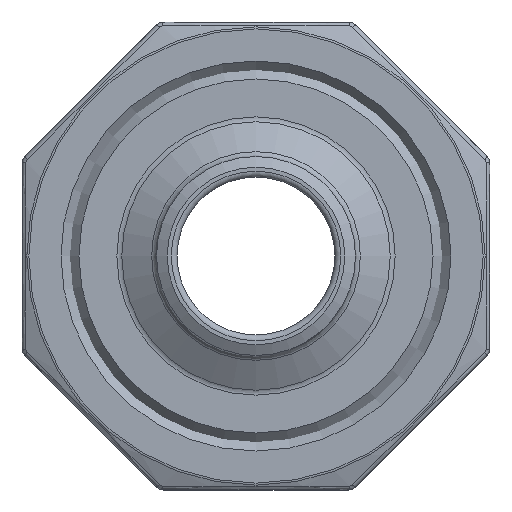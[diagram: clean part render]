
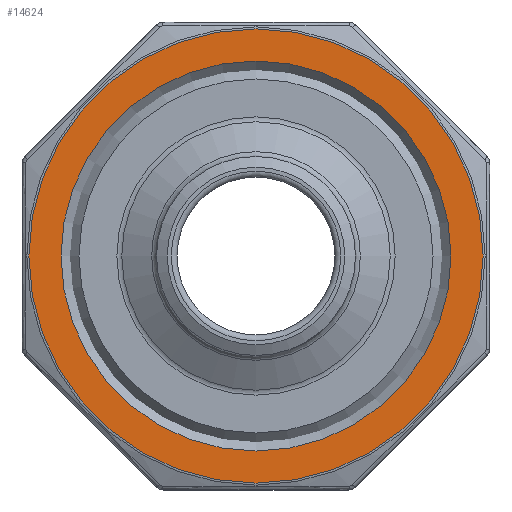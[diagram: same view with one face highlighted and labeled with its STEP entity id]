
A CAD part, left-side view. The second image highlights one B-rep face of the part: STEP entity #14624.
In plain terms, the highlighted planar face has unit normal (-1, 0, 0).
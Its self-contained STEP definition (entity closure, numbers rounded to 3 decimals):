
#558 = AXIS2_PLACEMENT_3D ( 'NONE', #9141, #13197, #4814 ) ;
#604 = VERTEX_POINT ( 'NONE', #4988 ) ;
#1108 = AXIS2_PLACEMENT_3D ( 'NONE', #9825, #8468, #8202 ) ;
#1655 = ORIENTED_EDGE ( 'NONE', *, *, #3898, .T. ) ;
#2809 = PLANE ( 'NONE',  #1108 ) ;
#3596 = EDGE_LOOP ( 'NONE', ( #1655 ) ) ;
#3898 = EDGE_CURVE ( 'NONE', #604, #604, #6379, .T. ) ;
#4425 = ORIENTED_EDGE ( 'NONE', *, *, #13944, .T. ) ;
#4814 = DIRECTION ( 'NONE',  ( 0., 0., 1. ) ) ;
#4988 = CARTESIAN_POINT ( 'NONE',  ( -8., 0., -10. ) ) ;
#6379 = CIRCLE ( 'NONE', #16473, 10. ) ;
#6869 = FACE_BOUND ( 'NONE', #3596, .T. ) ;
#8202 = DIRECTION ( 'NONE',  ( 0., 0., 1. ) ) ;
#8468 = DIRECTION ( 'NONE',  ( -1., 0., 0. ) ) ;
#9141 = CARTESIAN_POINT ( 'NONE',  ( -8., 0., 0. ) ) ;
#9825 = CARTESIAN_POINT ( 'NONE',  ( -8., 19.19, 0. ) ) ;
#10086 = DIRECTION ( 'NONE',  ( 1., 0., 0. ) ) ;
#10678 = VERTEX_POINT ( 'NONE', #15084 ) ;
#13197 = DIRECTION ( 'NONE',  ( -1., 0., 0. ) ) ;
#13944 = EDGE_CURVE ( 'NONE', #10678, #10678, #15626, .T. ) ;
#14131 = EDGE_LOOP ( 'NONE', ( #4425 ) ) ;
#14140 = CARTESIAN_POINT ( 'NONE',  ( -8., 0., 0. ) ) ;
#14624 = ADVANCED_FACE ( 'NONE', ( #16901, #6869 ), #2809, .T. ) ;
#15084 = CARTESIAN_POINT ( 'NONE',  ( -8., 0., 11.647 ) ) ;
#15329 = DIRECTION ( 'NONE',  ( 0., 0., -1. ) ) ;
#15626 = CIRCLE ( 'NONE', #558, 11.647 ) ;
#16473 = AXIS2_PLACEMENT_3D ( 'NONE', #14140, #10086, #15329 ) ;
#16901 = FACE_OUTER_BOUND ( 'NONE', #14131, .T. ) ;
